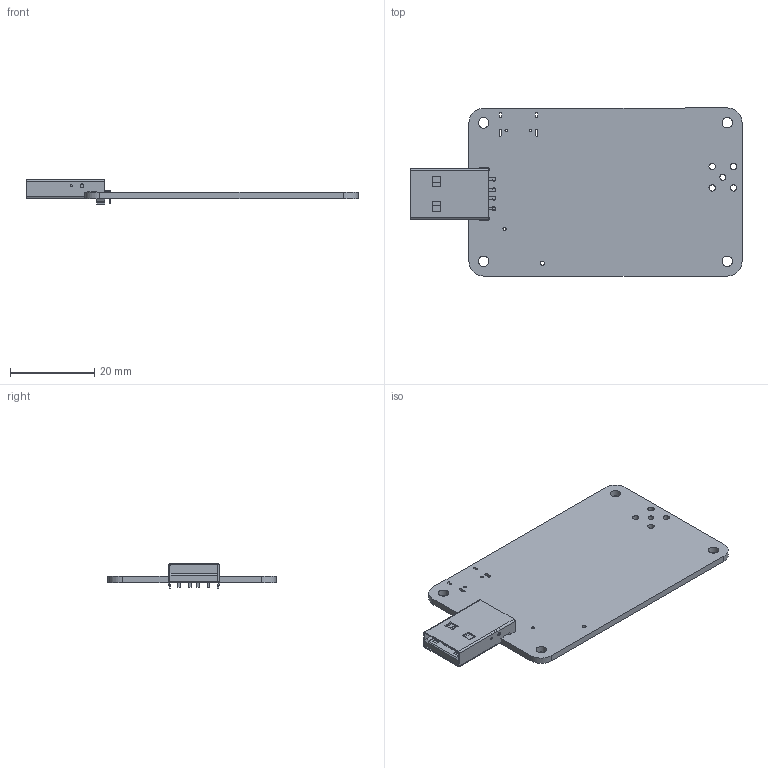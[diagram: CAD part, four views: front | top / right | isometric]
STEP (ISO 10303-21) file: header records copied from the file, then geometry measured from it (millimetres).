
FILE_DESCRIPTION(('KiCad electronic assembly'),'2;1');
FILE_NAME('SB_4G_DONGLE.step','2022-12-29T11:30:06',('Pcbnew'),('Kicad') ,'Open CASCADE STEP processor 7.6','KiCad to STEP converter','Unknown' );
FILE_SCHEMA(('AUTOMOTIVE_DESIGN { 1 0 10303 214 1 1 1 1 }'));
Length unit declared in the file: millimetre
Products named in the file (4): SB_4G_DONGLE 1; USB-AM-S-X-X-TH; COMPOUND; _autosave-SB_4G_DONGLE PCB
Assembly tree (3 placements, depth 3):
  SB_4G_DONGLE 1
    USB-AM-S-X-X-TH
      COMPOUND
    _autosave-SB_4G_DONGLE PCB
Bounding box: 79.02 x 40 x 5.89 mm (x, y, z)
Volume: 4635.1 mm3; surface area: 7796.4 mm2
Topology: 4 solids, 4 shells, 271 faces, 784 edges, 518 vertices
Faces by surface type: bspline 218, cylinder 35, plane 18
Full cylindrical faces by diameter (mm): 0.65 x2, 0.75 x1, 0.92 x4, 0.95 x1, 1.1 x2, 1.4 x1, 1.5 x4, 2.5 x4
Entity records: 18909 total; most frequent: CARTESIAN_POINT 7660, B_SPLINE_CURVE_WITH_KNOTS 1745, ORIENTED_EDGE 1568, PCURVE 1568, DEFINITIONAL_REPRESENTATION 1568, EDGE_CURVE 784, SURFACE_CURVE 757, DIRECTION 573
